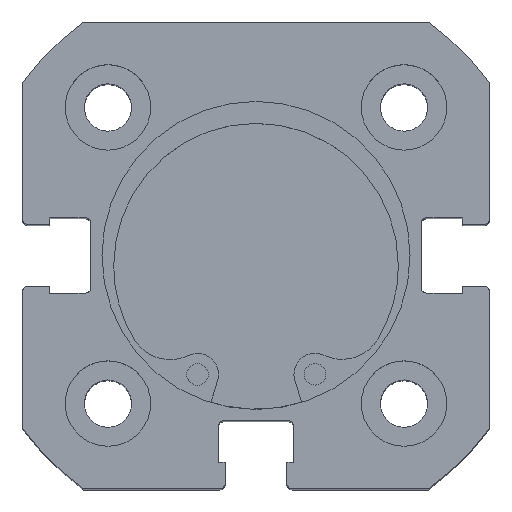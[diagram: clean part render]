
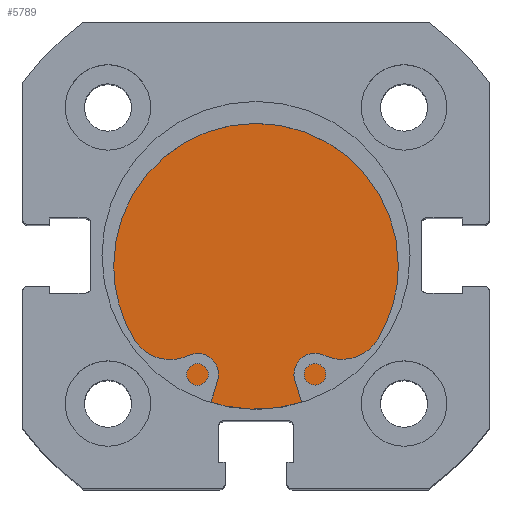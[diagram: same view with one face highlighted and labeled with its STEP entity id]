
A CAD part, top view. The second image highlights one B-rep face of the part: STEP entity #5789.
In plain terms, the highlighted face is planar.
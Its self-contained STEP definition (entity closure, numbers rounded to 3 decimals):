
#516 = CARTESIAN_POINT ( 'NONE',  ( 6., 0., 0. ) ) ;
#517 = DIRECTION ( 'NONE',  ( -1., 0., 0. ) ) ;
#518 = DIRECTION ( 'NONE',  ( 0., 0., 1. ) ) ;
#1707 = CARTESIAN_POINT ( 'NONE',  ( 6., 13.5, 0. ) ) ;
#1708 = PLANE ( 'NONE',  #2055 ) ;
#1710 = DIRECTION ( 'NONE',  ( -1., 0., 0. ) ) ;
#1711 = DIRECTION ( 'NONE',  ( 0., 0., 1. ) ) ;
#1952 = DIRECTION ( 'NONE',  ( 0., 0., 1. ) ) ;
#1960 = DIRECTION ( 'NONE',  ( -1., 0., 0. ) ) ;
#1961 = CARTESIAN_POINT ( 'NONE',  ( 6., 0., 0. ) ) ;
#2055 = AXIS2_PLACEMENT_3D ( 'NONE', #1707, #1710, #1711 ) ;
#2240 = CIRCLE ( 'NONE', #4783, 13.5 ) ;
#2574 = CIRCLE ( 'NONE', #4097, 13.5 ) ;
#3176 = FACE_OUTER_BOUND ( 'NONE', #3538, .T. ) ;
#3538 = EDGE_LOOP ( 'NONE', ( #5502, #5509 ) ) ;
#4097 = AXIS2_PLACEMENT_3D ( 'NONE', #516, #517, #518 ) ;
#4299 = CARTESIAN_POINT ( 'NONE',  ( 6., 0., -13.5 ) ) ;
#4310 = CARTESIAN_POINT ( 'NONE',  ( 6., 0., 13.5 ) ) ;
#4383 = VERTEX_POINT ( 'NONE', #4310 ) ;
#4394 = VERTEX_POINT ( 'NONE', #4299 ) ;
#4695 = EDGE_CURVE ( 'NONE', #4394, #4383, #2240, .T. ) ;
#4783 = AXIS2_PLACEMENT_3D ( 'NONE', #1961, #1960, #1952 ) ;
#4969 = EDGE_CURVE ( 'NONE', #4383, #4394, #2574, .T. ) ;
#5502 = ORIENTED_EDGE ( 'NONE', *, *, #4969, .F. ) ;
#5509 = ORIENTED_EDGE ( 'NONE', *, *, #4695, .F. ) ;
#5789 = ADVANCED_FACE ( 'NONE', ( #3176 ), #1708, .F. ) ;
